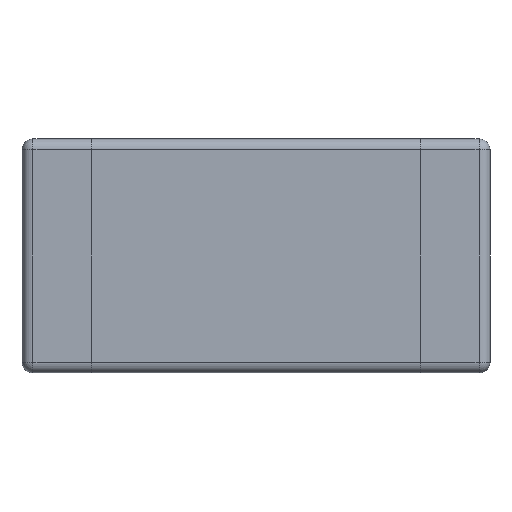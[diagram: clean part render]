
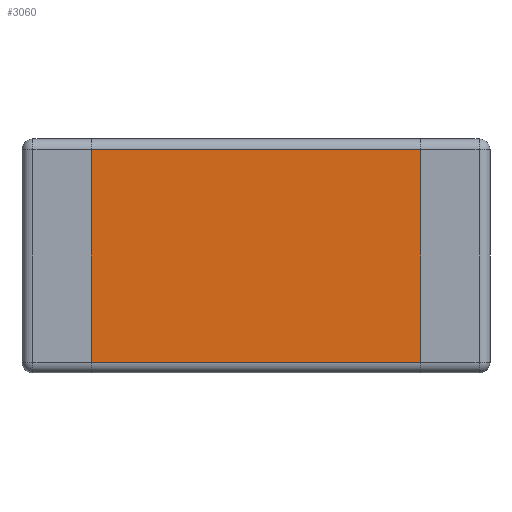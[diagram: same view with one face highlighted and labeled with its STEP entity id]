
A CAD part, front view. The second image highlights one B-rep face of the part: STEP entity #3060.
In plain terms, the highlighted planar face has unit normal (0, -1, 0).
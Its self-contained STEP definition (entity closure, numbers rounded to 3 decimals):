
#84 = LINE ( 'NONE', #4154, #1128 ) ;
#207 = EDGE_CURVE ( 'NONE', #1941, #3402, #896, .T. ) ;
#388 = DIRECTION ( 'NONE',  ( 0., 0., 1. ) ) ;
#421 = CARTESIAN_POINT ( 'NONE',  ( -2.25, 0., 1.6 ) ) ;
#711 = ORIENTED_EDGE ( 'NONE', *, *, #3844, .T. ) ;
#720 = LINE ( 'NONE', #4072, #3082 ) ;
#896 = LINE ( 'NONE', #1817, #4445 ) ;
#1044 = DIRECTION ( 'NONE',  ( 0., 0., 1. ) ) ;
#1128 = VECTOR ( 'NONE', #4992, 1000. ) ;
#1241 = ORIENTED_EDGE ( 'NONE', *, *, #4049, .T. ) ;
#1270 = VERTEX_POINT ( 'NONE', #5600 ) ;
#1341 = CARTESIAN_POINT ( 'NONE',  ( 2.25, 0., 1.45 ) ) ;
#1349 = ORIENTED_EDGE ( 'NONE', *, *, #207, .T. ) ;
#1817 = CARTESIAN_POINT ( 'NONE',  ( -3.2, 0., -1.45 ) ) ;
#1941 = VERTEX_POINT ( 'NONE', #3556 ) ;
#2653 = VERTEX_POINT ( 'NONE', #1341 ) ;
#2708 = CARTESIAN_POINT ( 'NONE',  ( 2.25, 0., -1.45 ) ) ;
#2975 = PLANE ( 'NONE',  #3033 ) ;
#3020 = DIRECTION ( 'NONE',  ( 0., 0., -1. ) ) ;
#3033 = AXIS2_PLACEMENT_3D ( 'NONE', #5630, #4323, #388 ) ;
#3060 = ADVANCED_FACE ( 'NONE', ( #5383 ), #2975, .F. ) ;
#3082 = VECTOR ( 'NONE', #1044, 1000. ) ;
#3106 = VECTOR ( 'NONE', #3020, 1000. ) ;
#3119 = DIRECTION ( 'NONE',  ( 1., 0., 0. ) ) ;
#3214 = ORIENTED_EDGE ( 'NONE', *, *, #5115, .T. ) ;
#3402 = VERTEX_POINT ( 'NONE', #2708 ) ;
#3556 = CARTESIAN_POINT ( 'NONE',  ( -2.25, 0., -1.45 ) ) ;
#3844 = EDGE_CURVE ( 'NONE', #2653, #1270, #84, .T. ) ;
#4029 = LINE ( 'NONE', #421, #3106 ) ;
#4049 = EDGE_CURVE ( 'NONE', #3402, #2653, #720, .T. ) ;
#4072 = CARTESIAN_POINT ( 'NONE',  ( 2.25, 0., 1.6 ) ) ;
#4154 = CARTESIAN_POINT ( 'NONE',  ( -3.2, 0., 1.45 ) ) ;
#4323 = DIRECTION ( 'NONE',  ( 0., 1., 0. ) ) ;
#4445 = VECTOR ( 'NONE', #3119, 1000. ) ;
#4619 = EDGE_LOOP ( 'NONE', ( #711, #3214, #1349, #1241 ) ) ;
#4992 = DIRECTION ( 'NONE',  ( -1., 0., 0. ) ) ;
#5115 = EDGE_CURVE ( 'NONE', #1270, #1941, #4029, .T. ) ;
#5383 = FACE_OUTER_BOUND ( 'NONE', #4619, .T. ) ;
#5600 = CARTESIAN_POINT ( 'NONE',  ( -2.25, 0., 1.45 ) ) ;
#5630 = CARTESIAN_POINT ( 'NONE',  ( -3.2, 0., 1.6 ) ) ;
